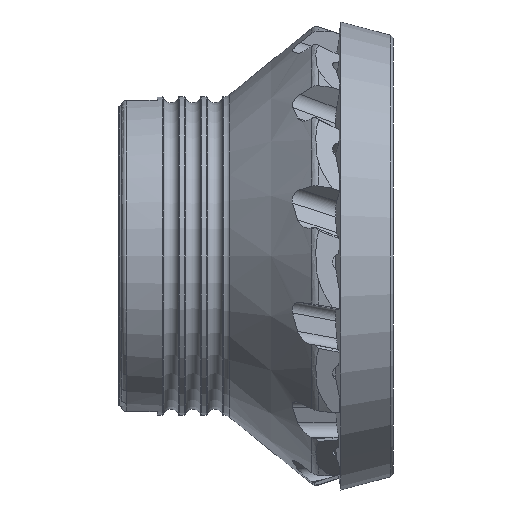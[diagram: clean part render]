
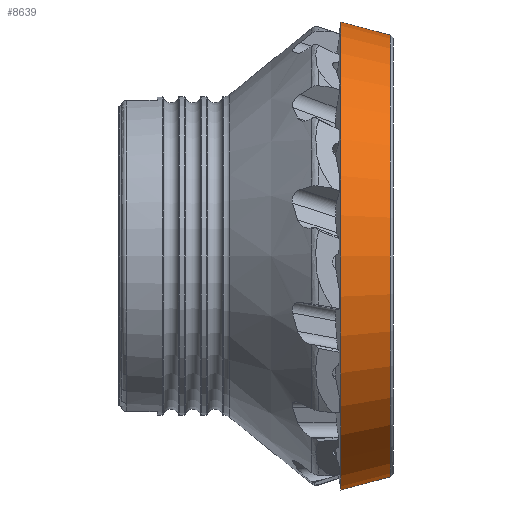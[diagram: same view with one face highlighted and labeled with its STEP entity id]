
A CAD part, front view. The second image highlights one B-rep face of the part: STEP entity #8639.
In plain terms, the highlighted conical face has half-angle 15 degrees and reference radius 42.597 mm.
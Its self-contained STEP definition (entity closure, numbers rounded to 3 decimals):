
#607 = EDGE_LOOP ( 'NONE', ( #4471 ) ) ;
#1008 = CARTESIAN_POINT ( 'NONE',  ( -8.955, 0., 0. ) ) ;
#1558 = CIRCLE ( 'NONE', #9962, 40.197 ) ;
#1834 = DIRECTION ( 'NONE',  ( 0., 1., 0. ) ) ;
#2525 = EDGE_CURVE ( 'NONE', #4444, #4444, #6370, .T. ) ;
#2533 = CARTESIAN_POINT ( 'NONE',  ( -8.955, 42.597, 0. ) ) ;
#3105 = DIRECTION ( 'NONE',  ( 1., 0., 0. ) ) ;
#3910 = VERTEX_POINT ( 'NONE', #6773 ) ;
#4414 = AXIS2_PLACEMENT_3D ( 'NONE', #9946, #5014, #8365 ) ;
#4444 = VERTEX_POINT ( 'NONE', #2533 ) ;
#4471 = ORIENTED_EDGE ( 'NONE', *, *, #2525, .T. ) ;
#4666 = EDGE_CURVE ( 'NONE', #3910, #3910, #1558, .T. ) ;
#4981 = CONICAL_SURFACE ( 'NONE', #4414, 42.597, 0.262 ) ;
#5014 = DIRECTION ( 'NONE',  ( -1., 0., 0. ) ) ;
#6020 = FACE_BOUND ( 'NONE', #8057, .T. ) ;
#6370 = CIRCLE ( 'NONE', #6414, 42.597 ) ;
#6414 = AXIS2_PLACEMENT_3D ( 'NONE', #1008, #6918, #1834 ) ;
#6773 = CARTESIAN_POINT ( 'NONE',  ( 0.002, 40.197, 0. ) ) ;
#6918 = DIRECTION ( 'NONE',  ( 1., 0., 0. ) ) ;
#7226 = ORIENTED_EDGE ( 'NONE', *, *, #4666, .F. ) ;
#8057 = EDGE_LOOP ( 'NONE', ( #7226 ) ) ;
#8128 = CARTESIAN_POINT ( 'NONE',  ( 0.002, 0., 0. ) ) ;
#8247 = FACE_OUTER_BOUND ( 'NONE', #607, .T. ) ;
#8365 = DIRECTION ( 'NONE',  ( 0., -1., 0. ) ) ;
#8639 = ADVANCED_FACE ( 'NONE', ( #6020, #8247 ), #4981, .T. ) ;
#8962 = DIRECTION ( 'NONE',  ( 0., 1., 0. ) ) ;
#9946 = CARTESIAN_POINT ( 'NONE',  ( -8.955, 0., 0. ) ) ;
#9962 = AXIS2_PLACEMENT_3D ( 'NONE', #8128, #3105, #8962 ) ;
